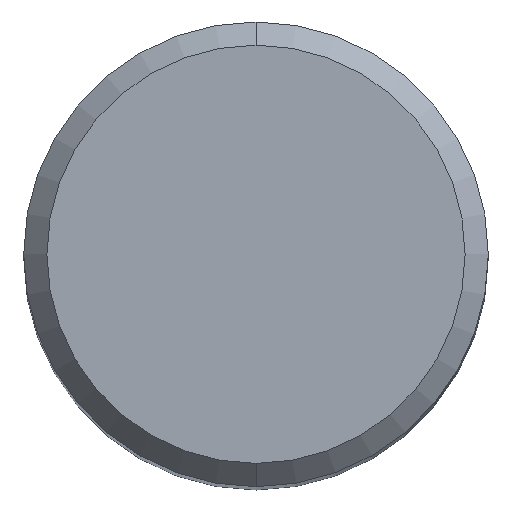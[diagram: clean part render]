
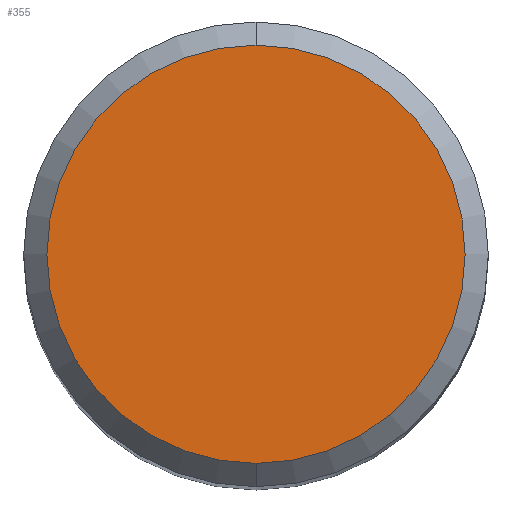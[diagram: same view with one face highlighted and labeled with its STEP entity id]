
A CAD part, top view. The second image highlights one B-rep face of the part: STEP entity #355.
In plain terms, the highlighted planar face has unit normal (0, 0, 1).
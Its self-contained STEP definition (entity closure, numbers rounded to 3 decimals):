
#193=EDGE_CURVE('',#369,#217,#502,.T.);
#217=VERTEX_POINT('',#528);
#261=EDGE_CURVE('',#217,#369,#575,.T.);
#355=ADVANCED_FACE('',(#678),#679,.T.);
#369=VERTEX_POINT('',#694);
#502=CIRCLE('',#835,7.2);
#528=CARTESIAN_POINT('',(0.,-7.2,0.0));
#575=CIRCLE('',#1017,7.2);
#678=FACE_OUTER_BOUND('',#1259,.T.);
#679=PLANE('',#1260);
#694=CARTESIAN_POINT('',(0.0,7.2,0.0));
#835=AXIS2_PLACEMENT_3D('',#1528,#1529,#1530);
#1017=AXIS2_PLACEMENT_3D('',#1596,#1597,#1598);
#1259=EDGE_LOOP('',(#1724,#1725));
#1260=AXIS2_PLACEMENT_3D('',#1726,#1727,#1728);
#1528=CARTESIAN_POINT('',(0.0,0.0,0.0));
#1529=DIRECTION('',(0.0,0.0,-1.0));
#1530=DIRECTION('',(0.0,1.0,0.0));
#1596=CARTESIAN_POINT('',(0.0,0.0,0.0));
#1597=DIRECTION('',(0.0,0.0,-1.0));
#1598=DIRECTION('',(0.0,1.0,0.0));
#1724=ORIENTED_EDGE('',*,*,#193,.F.);
#1725=ORIENTED_EDGE('',*,*,#261,.F.);
#1726=CARTESIAN_POINT('',(0.0,3.6,0.0));
#1727=DIRECTION('',(-0.0,0.0,1.0));
#1728=DIRECTION('',(0.0,-1.0,0.0));
